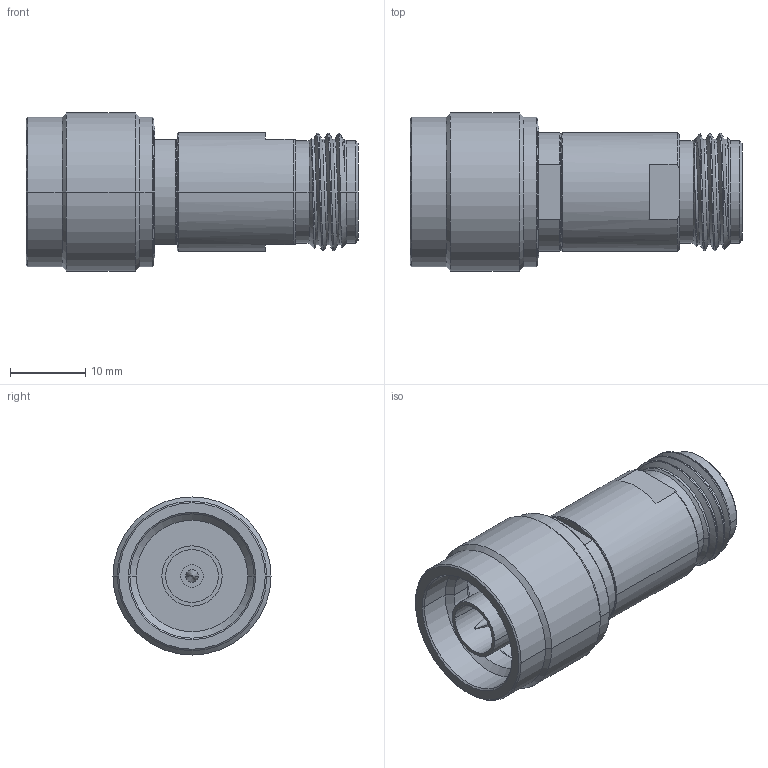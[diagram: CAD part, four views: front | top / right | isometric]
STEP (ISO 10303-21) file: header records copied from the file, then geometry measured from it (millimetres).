
FILE_DESCRIPTION (( 'STEP AP214' ), '1' );
FILE_NAME ('FMTR6033A_3D.step', '2024-02-07T23:36:16', ( '' ), ( '' ), 'SwSTEP 2.0', 'SolidWorks 2022', '' );
FILE_SCHEMA (( 'AUTOMOTIVE_DESIGN' ));
Length unit declared in the file: inch
Products named in the file (3): FMTR6033A_3D; FATSH-N3-10A^FMTR6033A; FATSH-N8-11^FMTR6033A
Assembly tree (2 placements, depth 2):
  FMTR6033A_3D
    FATSH-N3-10A^FMTR6033A
    FATSH-N8-11^FMTR6033A
Bounding box: 44.1 x 21 x 21 mm (x, y, z)
Volume: 8091.3 mm3; surface area: 5472 mm2
Topology: 2 solids, 2 shells, 155 faces, 350 edges, 209 vertices
Faces by surface type: cone 59, cylinder 48, plane 45, bspline 3
Entity records: 5247 total; most frequent: CARTESIAN_POINT 1688, DIRECTION 766, ORIENTED_EDGE 696, EDGE_CURVE 348, AXIS2_PLACEMENT_3D 319, VERTEX_POINT 209, EDGE_LOOP 167, CIRCLE 162
